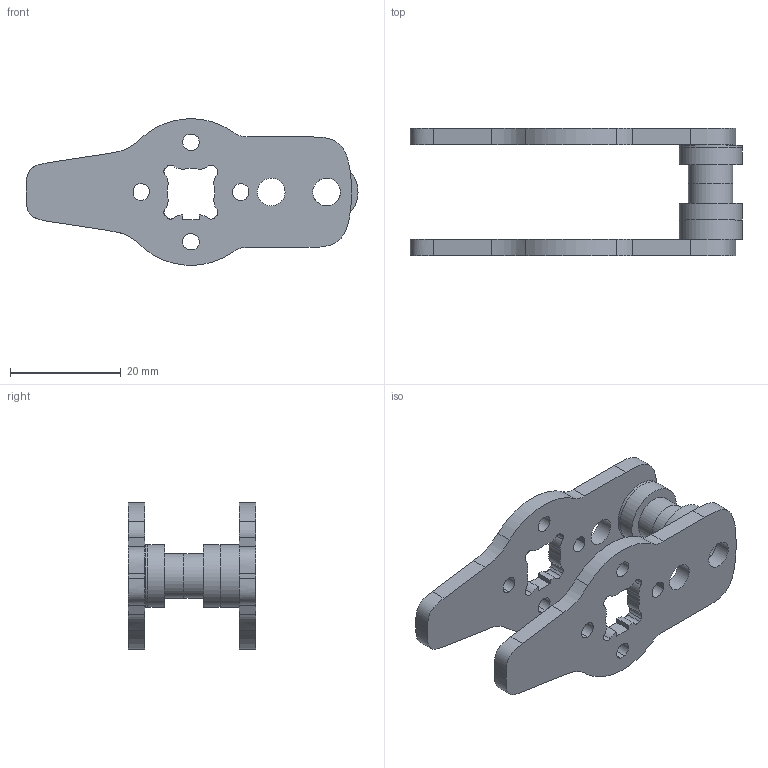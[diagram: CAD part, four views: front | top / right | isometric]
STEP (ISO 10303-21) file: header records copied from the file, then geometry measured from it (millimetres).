
FILE_DESCRIPTION(/* description */ (''),/* implementation_level */ '2;1');
FILE_NAME(/* name */ 'OnSHaftHolder_v2',/* time_stamp */ '2025-12-18T16:38:57+03:00',/* author */ (''),/* organization */ (''),/* preprocessor_version */ 'ST-DEVELOPER v16.5',/* originating_system */ 'Rhino 7.23',/* authorisation */ '');
FILE_SCHEMA (('CONFIG_CONTROL_DESIGN'));
Length unit declared in the file: millimetre
Products named in the file (1): Document
Bounding box: 59.96 x 23.05 x 26.48 mm (x, y, z)
Volume: 6641.1 mm3; surface area: 6387.2 mm2
Topology: 4 solids, 4 shells, 150 faces, 414 edges, 274 vertices
Faces by surface type: cylinder 64, plane 50, bspline 36
Full cylindrical faces by diameter (mm): 5 x10, 8 x2, 11.349 x4
Entity records: 4860 total; most frequent: CARTESIAN_POINT 2276, ORIENTED_EDGE 828, EDGE_CURVE 414, VERTEX_POINT 274, EDGE_LOOP 184, ADVANCED_FACE 150, FACE_OUTER_BOUND 150, DIRECTION 118
